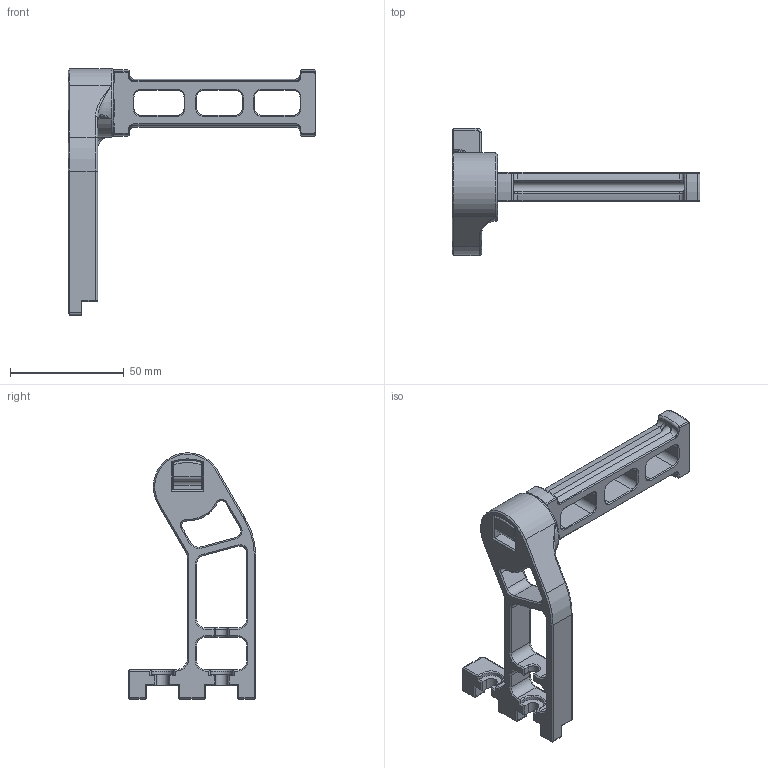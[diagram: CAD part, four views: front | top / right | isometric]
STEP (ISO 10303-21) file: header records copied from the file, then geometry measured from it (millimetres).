
FILE_DESCRIPTION(/* description */ (''),/* implementation_level */ '2;1');
FILE_NAME(/* name */ 'Top_Spool_Holder.step',/* time_stamp */ '2024-04-02T16:27:36-07:00',/* author */ (''),/* organization */ (''),/* preprocessor_version */ 'ST-DEVELOPER v20',/* originating_system */ 'Autodesk Translation Framework v12.20.1.177',/* authorisation */ '');
FILE_SCHEMA (('AUTOMOTIVE_DESIGN { 1 0 10303 214 3 1 1 }'));
Length unit declared in the file: millimetre
Products named in the file (1): Top_Spool_Holder
Bounding box: 109 x 56 x 108.33 mm (x, y, z)
Volume: 44682.4 mm3; surface area: 21563.9 mm2
Topology: 2 solids, 2 shells, 454 faces, 1112 edges, 656 vertices
Faces by surface type: plane 202, cylinder 94, bspline 60, cone 59, torus 39
Full cylindrical faces by diameter (mm): 4.2 x1
Entity records: 15592 total; most frequent: CARTESIAN_POINT 5173, ORIENTED_EDGE 2216, DIRECTION 2070, EDGE_CURVE 1108, AXIS2_PLACEMENT_3D 697, LINE 676, VECTOR 676, VERTEX_POINT 656
